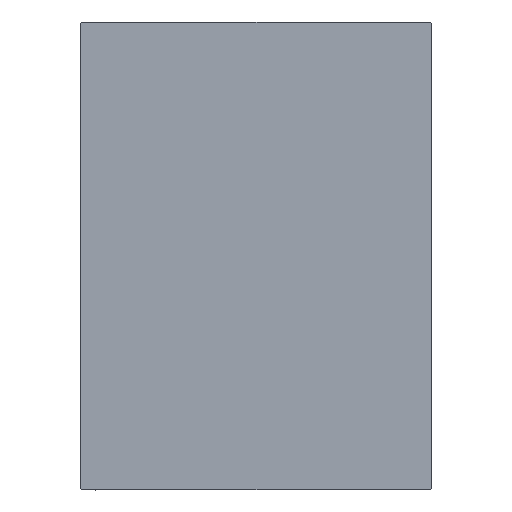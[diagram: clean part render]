
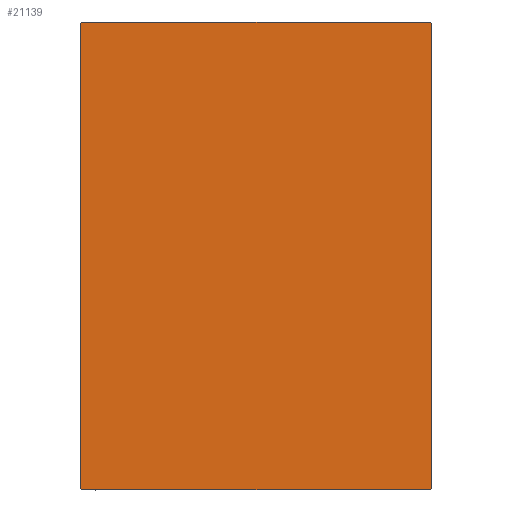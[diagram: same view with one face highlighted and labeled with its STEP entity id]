
A CAD part, left-side view. The second image highlights one B-rep face of the part: STEP entity #21139.
In plain terms, the highlighted face is planar.
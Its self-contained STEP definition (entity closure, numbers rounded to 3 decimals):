
#700 = VERTEX_POINT ( 'NONE', #9943 ) ;
#1255 = CARTESIAN_POINT ( 'NONE',  ( 130., 37.5, 49.7 ) ) ;
#2173 = VECTOR ( 'NONE', #42794, 1000. ) ;
#3382 = CARTESIAN_POINT ( 'NONE',  ( 130., -37.2, 50. ) ) ;
#3410 = DIRECTION ( 'NONE',  ( 1., 0., 0. ) ) ;
#5752 = VERTEX_POINT ( 'NONE', #19864 ) ;
#5864 = LINE ( 'NONE', #15462, #12696 ) ;
#6001 = LINE ( 'NONE', #39570, #38968 ) ;
#6312 = CARTESIAN_POINT ( 'NONE',  ( 130., -37.5, 50. ) ) ;
#7149 = VERTEX_POINT ( 'NONE', #1255 ) ;
#7321 = DIRECTION ( 'NONE',  ( 0., 0.707, 0.707 ) ) ;
#7360 = VERTEX_POINT ( 'NONE', #14289 ) ;
#8800 = ORIENTED_EDGE ( 'NONE', *, *, #41252, .T. ) ;
#8847 = DIRECTION ( 'NONE',  ( 0., -0.707, 0.707 ) ) ;
#9382 = CARTESIAN_POINT ( 'NONE',  ( 130., -37.5, -50. ) ) ;
#9943 = CARTESIAN_POINT ( 'NONE',  ( 130., 37.2, -50. ) ) ;
#11638 = VERTEX_POINT ( 'NONE', #40409 ) ;
#12440 = LINE ( 'NONE', #9382, #37526 ) ;
#12696 = VECTOR ( 'NONE', #19159, 1000. ) ;
#13000 = CARTESIAN_POINT ( 'NONE',  ( 130., 0., 0. ) ) ;
#13480 = ORIENTED_EDGE ( 'NONE', *, *, #32738, .T. ) ;
#13503 = LINE ( 'NONE', #6312, #28403 ) ;
#13511 = EDGE_CURVE ( 'NONE', #21581, #7149, #35602, .T. ) ;
#13597 = CARTESIAN_POINT ( 'NONE',  ( 130., 37.5, -49.7 ) ) ;
#13918 = AXIS2_PLACEMENT_3D ( 'NONE', #13000, #3410, #23032 ) ;
#14169 = LINE ( 'NONE', #37709, #34940 ) ;
#14289 = CARTESIAN_POINT ( 'NONE',  ( 130., -37.5, 49.7 ) ) ;
#14891 = CARTESIAN_POINT ( 'NONE',  ( 130., 37.5, -50. ) ) ;
#15050 = EDGE_CURVE ( 'NONE', #700, #21581, #20827, .T. ) ;
#15462 = CARTESIAN_POINT ( 'NONE',  ( 130., -43.6, 43.6 ) ) ;
#16197 = LINE ( 'NONE', #42364, #2173 ) ;
#17460 = VECTOR ( 'NONE', #7321, 1000. ) ;
#19159 = DIRECTION ( 'NONE',  ( 0., -0.707, -0.707 ) ) ;
#19864 = CARTESIAN_POINT ( 'NONE',  ( 130., -37.2, -50. ) ) ;
#20827 = LINE ( 'NONE', #40470, #17460 ) ;
#21139 = ADVANCED_FACE ( 'NONE', ( #26515 ), #33264, .T. ) ;
#21214 = ORIENTED_EDGE ( 'NONE', *, *, #33237, .T. ) ;
#21581 = VERTEX_POINT ( 'NONE', #13597 ) ;
#22461 = DIRECTION ( 'NONE',  ( 0., 1., 0. ) ) ;
#23032 = DIRECTION ( 'NONE',  ( 0., 0., -1. ) ) ;
#23333 = ORIENTED_EDGE ( 'NONE', *, *, #41387, .T. ) ;
#25218 = EDGE_CURVE ( 'NONE', #7360, #11638, #13503, .T. ) ;
#26357 = DIRECTION ( 'NONE',  ( 0., 0., -1. ) ) ;
#26515 = FACE_OUTER_BOUND ( 'NONE', #36011, .T. ) ;
#27069 = ORIENTED_EDGE ( 'NONE', *, *, #15050, .T. ) ;
#28189 = DIRECTION ( 'NONE',  ( 0., 0., 1. ) ) ;
#28403 = VECTOR ( 'NONE', #26357, 1000. ) ;
#30072 = CARTESIAN_POINT ( 'NONE',  ( 130., 37.2, 50. ) ) ;
#30462 = ORIENTED_EDGE ( 'NONE', *, *, #25218, .T. ) ;
#32613 = ORIENTED_EDGE ( 'NONE', *, *, #39805, .T. ) ;
#32738 = EDGE_CURVE ( 'NONE', #5752, #700, #12440, .T. ) ;
#33237 = EDGE_CURVE ( 'NONE', #7149, #36802, #6001, .T. ) ;
#33264 = PLANE ( 'NONE',  #13918 ) ;
#34006 = DIRECTION ( 'NONE',  ( 0., 0.707, -0.707 ) ) ;
#34940 = VECTOR ( 'NONE', #34006, 1000. ) ;
#35602 = LINE ( 'NONE', #14891, #39009 ) ;
#36011 = EDGE_LOOP ( 'NONE', ( #13480, #27069, #39876, #21214, #32613, #23333, #30462, #8800 ) ) ;
#36802 = VERTEX_POINT ( 'NONE', #30072 ) ;
#37526 = VECTOR ( 'NONE', #22461, 1000. ) ;
#37709 = CARTESIAN_POINT ( 'NONE',  ( 130., -43.6, -43.6 ) ) ;
#37887 = VERTEX_POINT ( 'NONE', #3382 ) ;
#38968 = VECTOR ( 'NONE', #8847, 1000. ) ;
#39009 = VECTOR ( 'NONE', #28189, 1000. ) ;
#39570 = CARTESIAN_POINT ( 'NONE',  ( 130., 43.6, 43.6 ) ) ;
#39805 = EDGE_CURVE ( 'NONE', #36802, #37887, #16197, .T. ) ;
#39876 = ORIENTED_EDGE ( 'NONE', *, *, #13511, .T. ) ;
#40409 = CARTESIAN_POINT ( 'NONE',  ( 130., -37.5, -49.7 ) ) ;
#40470 = CARTESIAN_POINT ( 'NONE',  ( 130., 43.6, -43.6 ) ) ;
#41252 = EDGE_CURVE ( 'NONE', #11638, #5752, #14169, .T. ) ;
#41387 = EDGE_CURVE ( 'NONE', #37887, #7360, #5864, .T. ) ;
#42364 = CARTESIAN_POINT ( 'NONE',  ( 130., 37.5, 50. ) ) ;
#42794 = DIRECTION ( 'NONE',  ( 0., -1., 0. ) ) ;
